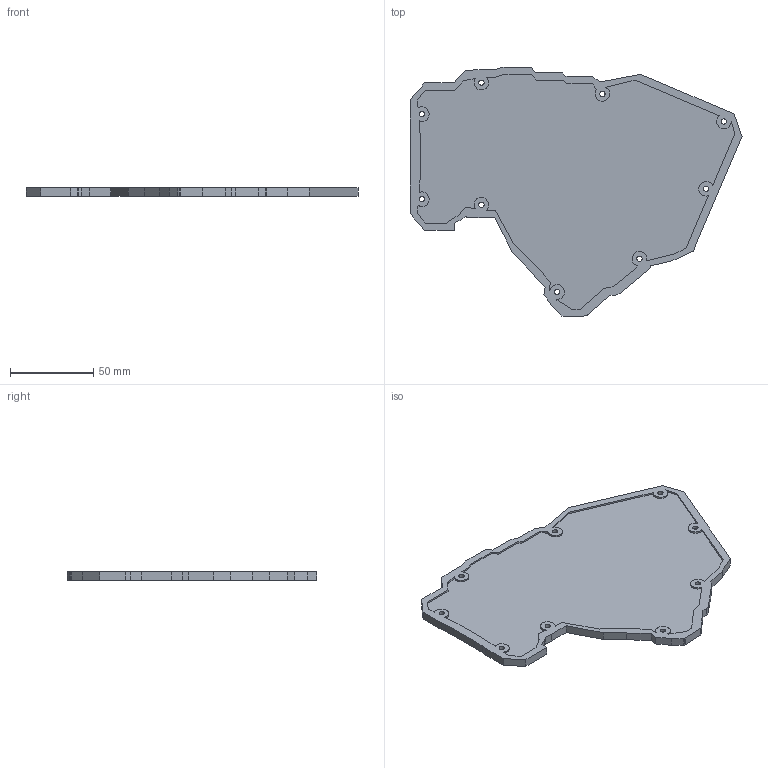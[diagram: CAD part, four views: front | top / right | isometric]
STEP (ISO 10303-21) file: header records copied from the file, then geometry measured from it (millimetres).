
FILE_DESCRIPTION(('Open CASCADE Model'),'2;1');
FILE_NAME('Open CASCADE Shape Model','2021-09-12T08:18:48',('Author'),( 'Open CASCADE'),'Open CASCADE STEP processor 7.5','Open CASCADE 7.5' ,'Unknown');
FILE_SCHEMA(('AUTOMOTIVE_DESIGN { 1 0 10303 214 1 1 1 1 }'));
Length unit declared in the file: millimetre
Products named in the file (1): Open CASCADE STEP translator 7.5 13
Bounding box: 199.99 x 150.43 x 5 mm (x, y, z)
Volume: 84584.4 mm3; surface area: 45373.9 mm2
Topology: 1 solids, 1 shells, 147 faces, 405 edges, 270 vertices
Faces by surface type: plane 120, cylinder 27
Full cylindrical faces by diameter (mm): 3.2 x9, 5.7 x9
Entity records: 10079 total; most frequent: CARTESIAN_POINT 1903, DIRECTION 1520, LINE 1107, VECTOR 1107, ORIENTED_EDGE 810, PCURVE 810, DEFINITIONAL_REPRESENTATION 810, EDGE_CURVE 405
